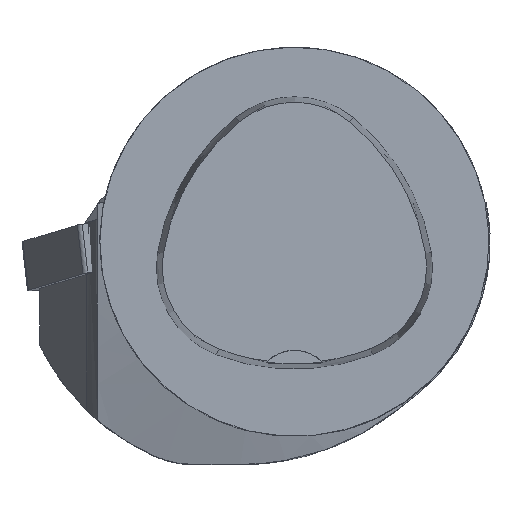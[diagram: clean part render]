
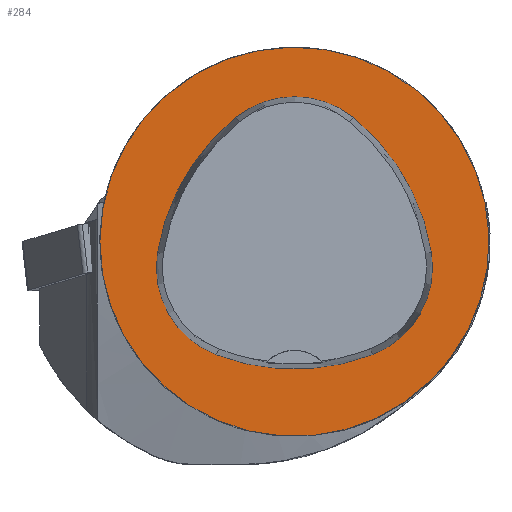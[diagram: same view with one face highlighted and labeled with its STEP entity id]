
A CAD part, top view. The second image highlights one B-rep face of the part: STEP entity #284.
In plain terms, the highlighted planar face has unit normal (0, 0, 1).
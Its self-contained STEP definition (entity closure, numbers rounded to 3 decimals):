
#284=ADVANCED_FACE('',(#713,#714),#362,.T.);
#362=PLANE('',#1947);
#713=FACE_BOUND('',#759,.T.);
#714=FACE_BOUND('',#760,.T.);
#759=EDGE_LOOP('',(#1031,#1032,#1033,#1034,#1035,#1036));
#760=EDGE_LOOP('',(#1037));
#1031=ORIENTED_EDGE('',*,*,#1623,.T.);
#1032=ORIENTED_EDGE('',*,*,#1603,.T.);
#1033=ORIENTED_EDGE('',*,*,#1607,.T.);
#1034=ORIENTED_EDGE('',*,*,#1610,.T.);
#1035=ORIENTED_EDGE('',*,*,#1613,.T.);
#1036=ORIENTED_EDGE('',*,*,#1621,.T.);
#1037=ORIENTED_EDGE('',*,*,#1593,.F.);
#1405=VERTEX_POINT('',#2889);
#1414=VERTEX_POINT('',#2909);
#1415=VERTEX_POINT('',#2910);
#1418=VERTEX_POINT('',#2918);
#1420=VERTEX_POINT('',#2924);
#1422=VERTEX_POINT('',#2930);
#1429=VERTEX_POINT('',#2951);
#1593=EDGE_CURVE('',#1405,#1405,#1747,.T.);
#1603=EDGE_CURVE('',#1414,#1415,#1748,.T.);
#1607=EDGE_CURVE('',#1415,#1418,#1750,.T.);
#1610=EDGE_CURVE('',#1418,#1420,#1752,.T.);
#1613=EDGE_CURVE('',#1420,#1422,#1754,.T.);
#1621=EDGE_CURVE('',#1422,#1429,#1758,.T.);
#1623=EDGE_CURVE('',#1429,#1414,#1760,.T.);
#1747=CIRCLE('',#1918,25.);
#1748=CIRCLE('',#1925,28.);
#1750=CIRCLE('',#1928,12.);
#1752=CIRCLE('',#1931,28.);
#1754=CIRCLE('',#1934,12.);
#1758=CIRCLE('',#1939,28.);
#1760=CIRCLE('',#1942,12.);
#1918=AXIS2_PLACEMENT_3D('',#2888,#2230,#2231);
#1925=AXIS2_PLACEMENT_3D('',#2908,#2248,#2249);
#1928=AXIS2_PLACEMENT_3D('',#2917,#2256,#2257);
#1931=AXIS2_PLACEMENT_3D('',#2923,#2263,#2264);
#1934=AXIS2_PLACEMENT_3D('',#2929,#2270,#2271);
#1939=AXIS2_PLACEMENT_3D('',#2952,#2282,#2283);
#1942=AXIS2_PLACEMENT_3D('',#2955,#2288,#2289);
#1947=AXIS2_PLACEMENT_3D('',#2960,#2298,#2299);
#2230=DIRECTION('',(0.,0.,-1.));
#2231=DIRECTION('',(-1.,0.,0.));
#2248=DIRECTION('',(0.,0.,-1.));
#2249=DIRECTION('',(-1.,0.,0.));
#2256=DIRECTION('',(0.,0.,-1.));
#2257=DIRECTION('',(-1.,0.,0.));
#2263=DIRECTION('',(0.,0.,-1.));
#2264=DIRECTION('',(-1.,0.,0.));
#2270=DIRECTION('',(0.,0.,-1.));
#2271=DIRECTION('',(-1.,0.,0.));
#2282=DIRECTION('',(0.,0.,-1.));
#2283=DIRECTION('',(-1.,0.,0.));
#2288=DIRECTION('',(0.,0.,-1.));
#2289=DIRECTION('',(-1.,0.,0.));
#2298=DIRECTION('',(0.,0.,1.));
#2299=DIRECTION('',(1.,0.,0.));
#2888=CARTESIAN_POINT('',(0.,0.,0.));
#2889=CARTESIAN_POINT('',(-25.,0.,0.));
#2908=CARTESIAN_POINT('',(10.068,-5.824,0.));
#2909=CARTESIAN_POINT('',(-17.584,-1.424,0.));
#2910=CARTESIAN_POINT('',(-7.531,15.953,0.));
#2917=CARTESIAN_POINT('',(0.011,6.62,0.));
#2918=CARTESIAN_POINT('',(7.567,15.942,0.));
#2923=CARTESIAN_POINT('',(-10.063,-5.81,0.));
#2924=CARTESIAN_POINT('',(17.59,-1.418,0.));
#2929=CARTESIAN_POINT('',(5.739,-3.3,0.));
#2930=CARTESIAN_POINT('',(10.05,-14.499,0.));
#2951=CARTESIAN_POINT('',(-10.025,-14.516,0.));
#2952=CARTESIAN_POINT('',(-0.01,11.631,0.));
#2955=CARTESIAN_POINT('',(-5.733,-3.31,0.));
#2960=CARTESIAN_POINT('',(0.,0.,0.));
